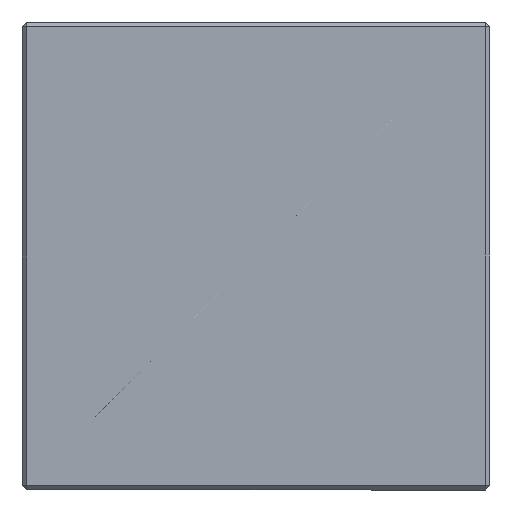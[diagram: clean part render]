
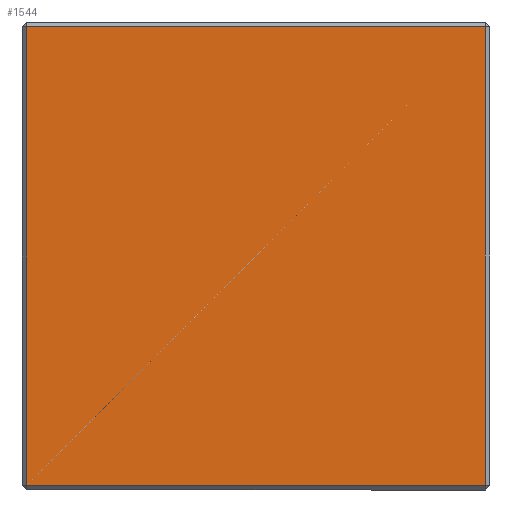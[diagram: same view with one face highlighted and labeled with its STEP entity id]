
A CAD part, front view. The second image highlights one B-rep face of the part: STEP entity #1544.
In plain terms, the highlighted planar face has unit normal (0, -1, 0).
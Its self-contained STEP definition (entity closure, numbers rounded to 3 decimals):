
#10 = DIRECTION ( 'NONE',  ( -1., 0., 0. ) ) ;
#12 = VERTEX_POINT ( 'NONE', #1016 ) ;
#13 = LINE ( 'NONE', #5285, #152 ) ;
#65 = EDGE_CURVE ( 'NONE', #1369, #2151, #1694, .T. ) ;
#75 = VECTOR ( 'NONE', #2541, 1000. ) ;
#152 = VECTOR ( 'NONE', #4709, 1000. ) ;
#494 = PLANE ( 'NONE',  #6207 ) ;
#749 = VECTOR ( 'NONE', #2433, 1000. ) ;
#817 = VERTEX_POINT ( 'NONE', #4176 ) ;
#887 = CARTESIAN_POINT ( 'NONE',  ( 12.45, -12.7, 0. ) ) ;
#1016 = CARTESIAN_POINT ( 'NONE',  ( 12.45, -12.7, -12.45 ) ) ;
#1163 = DIRECTION ( 'NONE',  ( 0., 0., -1. ) ) ;
#1369 = VERTEX_POINT ( 'NONE', #4544 ) ;
#1544 = ADVANCED_FACE ( 'NONE', ( #3548 ), #494, .F. ) ;
#1694 = LINE ( 'NONE', #5075, #75 ) ;
#1783 = ORIENTED_EDGE ( 'NONE', *, *, #4902, .T. ) ;
#2072 = VECTOR ( 'NONE', #1163, 1000. ) ;
#2151 = VERTEX_POINT ( 'NONE', #4174 ) ;
#2297 = CARTESIAN_POINT ( 'NONE',  ( -12.45, -12.7, 0. ) ) ;
#2433 = DIRECTION ( 'NONE',  ( 0., 0., 1. ) ) ;
#2541 = DIRECTION ( 'NONE',  ( -1., 0., 0. ) ) ;
#2610 = EDGE_CURVE ( 'NONE', #817, #12, #13, .T. ) ;
#2689 = LINE ( 'NONE', #2297, #2072 ) ;
#2916 = ORIENTED_EDGE ( 'NONE', *, *, #5878, .T. ) ;
#3548 = FACE_OUTER_BOUND ( 'NONE', #4328, .T. ) ;
#4068 = LINE ( 'NONE', #887, #749 ) ;
#4174 = CARTESIAN_POINT ( 'NONE',  ( -12.45, -12.7, 12.45 ) ) ;
#4176 = CARTESIAN_POINT ( 'NONE',  ( -12.45, -12.7, -12.45 ) ) ;
#4328 = EDGE_LOOP ( 'NONE', ( #5796, #2916, #5998, #1783 ) ) ;
#4519 = CARTESIAN_POINT ( 'NONE',  ( 0., -12.7, 0. ) ) ;
#4544 = CARTESIAN_POINT ( 'NONE',  ( 12.45, -12.7, 12.45 ) ) ;
#4709 = DIRECTION ( 'NONE',  ( 1., 0., 0. ) ) ;
#4902 = EDGE_CURVE ( 'NONE', #2151, #817, #2689, .T. ) ;
#4961 = DIRECTION ( 'NONE',  ( 0., 1., 0. ) ) ;
#5075 = CARTESIAN_POINT ( 'NONE',  ( 0., -12.7, 12.45 ) ) ;
#5285 = CARTESIAN_POINT ( 'NONE',  ( 0., -12.7, -12.45 ) ) ;
#5796 = ORIENTED_EDGE ( 'NONE', *, *, #2610, .T. ) ;
#5878 = EDGE_CURVE ( 'NONE', #12, #1369, #4068, .T. ) ;
#5998 = ORIENTED_EDGE ( 'NONE', *, *, #65, .T. ) ;
#6207 = AXIS2_PLACEMENT_3D ( 'NONE', #4519, #4961, #10 ) ;
